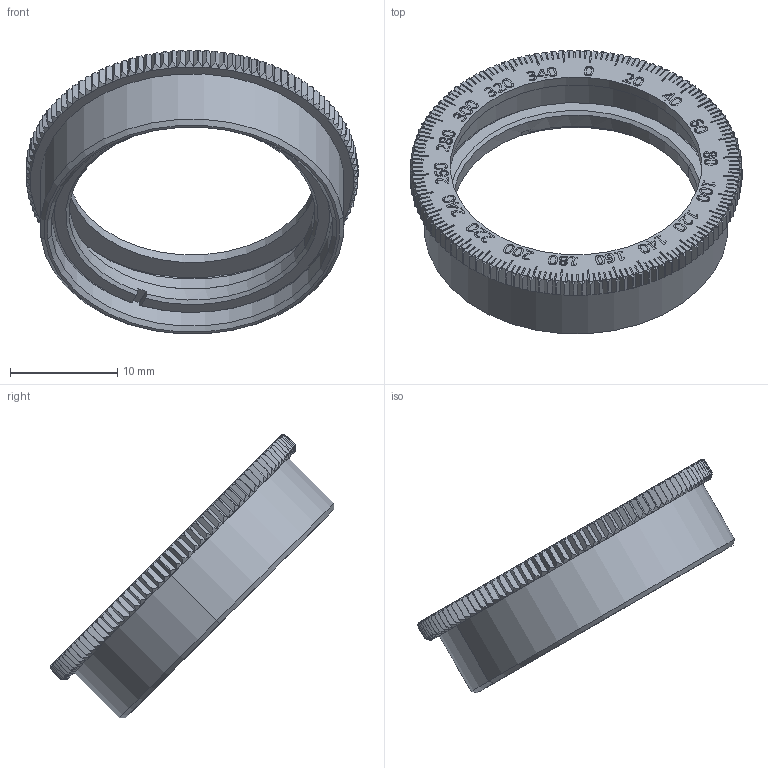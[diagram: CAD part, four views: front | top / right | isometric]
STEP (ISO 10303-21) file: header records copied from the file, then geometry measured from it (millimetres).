
FILE_DESCRIPTION (( 'STEP AP203' ), '1' );
FILE_NAME ('CSRA1F-S.STEP', '2025-08-25T03:53:30', ( '' ), ( '' ), 'SwSTEP 2.0', 'SolidWorks 2020', '' );
FILE_SCHEMA (( 'CONFIG_CONTROL_DESIGN' ));
Length unit declared in the file: millimetre
Products named in the file (1): CSRA1F-S
Bounding box: 31 x 26.48 x 26.48 mm (x, y, z)
Volume: 1260.8 mm3; surface area: 2731.8 mm2
Topology: 2 solids, 2 shells, 1448 faces, 4666 edges, 3306 vertices
Faces by surface type: plane 1056, cone 256, cylinder 136
Entity records: 58935 total; most frequent: CARTESIAN_POINT 19247, ORIENTED_EDGE 9332, DIRECTION 6882, EDGE_CURVE 4666, VERTEX_POINT 3306, VECTOR 2688, LINE 2688, AXIS2_PLACEMENT_3D 2097
